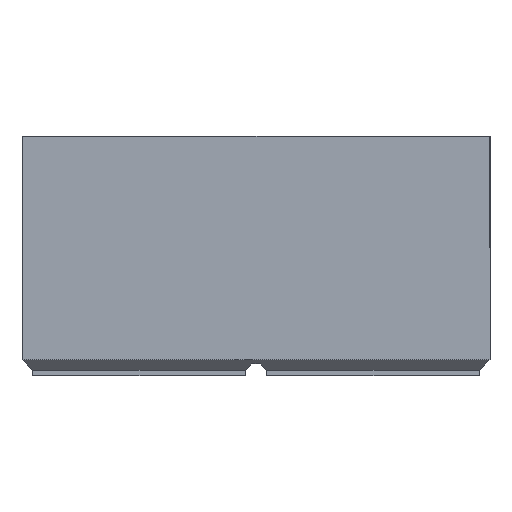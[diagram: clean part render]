
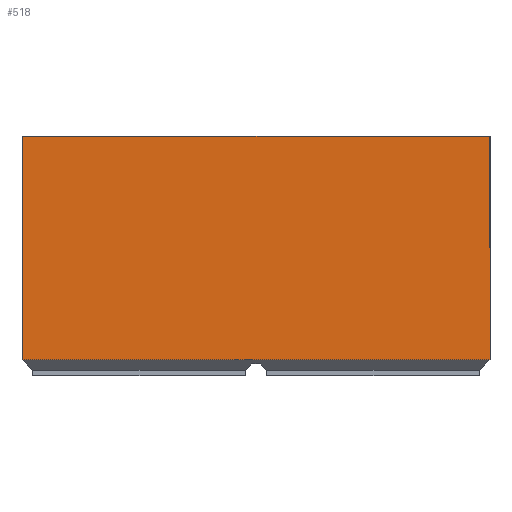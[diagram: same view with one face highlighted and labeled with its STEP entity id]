
A CAD part, left-side view. The second image highlights one B-rep face of the part: STEP entity #518.
In plain terms, the highlighted planar face has unit normal (-1, 0, 0).
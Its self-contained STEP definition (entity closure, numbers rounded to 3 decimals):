
#102 = VERTEX_POINT('',#103);
#103 = CARTESIAN_POINT('',(0.,0.,3.));
#109 = EDGE_CURVE('',#102,#110,#112,.T.);
#110 = VERTEX_POINT('',#111);
#111 = CARTESIAN_POINT('',(0.,88.,3.));
#112 = LINE('',#113,#114);
#113 = CARTESIAN_POINT('',(0.,-135.012,3.));
#114 = VECTOR('',#115,1.);
#115 = DIRECTION('',(0.,1.,0.));
#518 = ADVANCED_FACE('',(#519),#560,.T.);
#519 = FACE_BOUND('',#520,.T.);
#520 = EDGE_LOOP('',(#521,#529,#537,#545,#553,#559));
#521 = ORIENTED_EDGE('',*,*,#522,.F.);
#522 = EDGE_CURVE('',#523,#102,#525,.T.);
#523 = VERTEX_POINT('',#524);
#524 = CARTESIAN_POINT('',(0.,0.,45.));
#525 = LINE('',#526,#527);
#526 = CARTESIAN_POINT('',(0.,0.,45.));
#527 = VECTOR('',#528,1.);
#528 = DIRECTION('',(0.,0.,-1.));
#529 = ORIENTED_EDGE('',*,*,#530,.T.);
#530 = EDGE_CURVE('',#523,#531,#533,.T.);
#531 = VERTEX_POINT('',#532);
#532 = CARTESIAN_POINT('',(0.,1.5,45.));
#533 = LINE('',#534,#535);
#534 = CARTESIAN_POINT('',(0.,0.,45.));
#535 = VECTOR('',#536,1.);
#536 = DIRECTION('',(0.,1.,0.));
#537 = ORIENTED_EDGE('',*,*,#538,.T.);
#538 = EDGE_CURVE('',#531,#539,#541,.T.);
#539 = VERTEX_POINT('',#540);
#540 = CARTESIAN_POINT('',(0.,86.5,45.));
#541 = LINE('',#542,#543);
#542 = CARTESIAN_POINT('',(0.,0.,45.));
#543 = VECTOR('',#544,1.);
#544 = DIRECTION('',(0.,1.,0.));
#545 = ORIENTED_EDGE('',*,*,#546,.T.);
#546 = EDGE_CURVE('',#539,#547,#549,.T.);
#547 = VERTEX_POINT('',#548);
#548 = CARTESIAN_POINT('',(0.,88.,45.));
#549 = LINE('',#550,#551);
#550 = CARTESIAN_POINT('',(0.,0.,45.));
#551 = VECTOR('',#552,1.);
#552 = DIRECTION('',(0.,1.,0.));
#553 = ORIENTED_EDGE('',*,*,#554,.T.);
#554 = EDGE_CURVE('',#547,#110,#555,.T.);
#555 = LINE('',#556,#557);
#556 = CARTESIAN_POINT('',(0.,88.,45.));
#557 = VECTOR('',#558,1.);
#558 = DIRECTION('',(0.,0.,-1.));
#559 = ORIENTED_EDGE('',*,*,#109,.F.);
#560 = PLANE('',#561);
#561 = AXIS2_PLACEMENT_3D('',#562,#563,#564);
#562 = CARTESIAN_POINT('',(0.,0.,45.));
#563 = DIRECTION('',(-1.,0.,0.));
#564 = DIRECTION('',(0.,0.,-1.));
